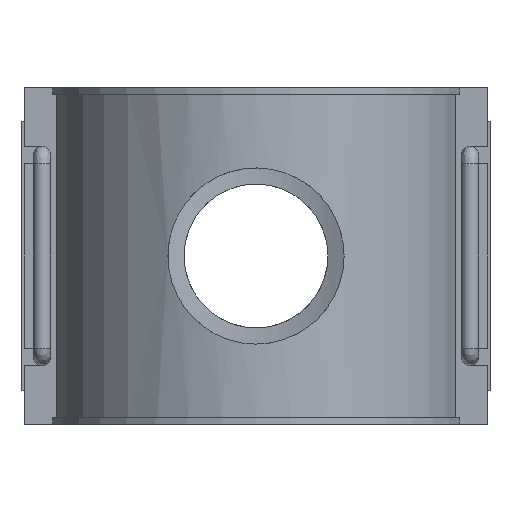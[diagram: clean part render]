
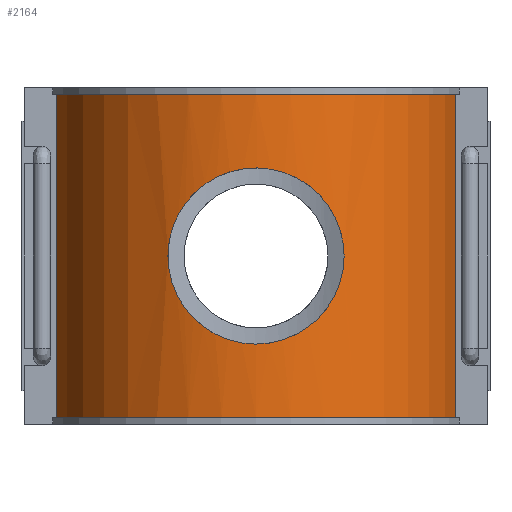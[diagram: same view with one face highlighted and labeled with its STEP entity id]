
A CAD part, front view. The second image highlights one B-rep face of the part: STEP entity #2164.
In plain terms, the highlighted cylindrical face has radius 71.5 mm (diameter 143 mm), a partial arc.
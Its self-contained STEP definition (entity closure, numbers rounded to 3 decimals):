
#31=LINE('',#3635,#238);
#66=LINE('',#3853,#273);
#238=VECTOR('',#2534,113.28);
#273=VECTOR('',#2611,113.28);
#532=CIRCLE('',#2298,71.5);
#540=CIRCLE('',#2312,71.5);
#612=FACE_BOUND('',#814,.T.);
#670=FACE_OUTER_BOUND('',#813,.T.);
#813=EDGE_LOOP('',(#1612,#1613,#1614,#1615));
#814=EDGE_LOOP('',(#1616));
#962=B_SPLINE_CURVE_WITH_KNOTS('',3,(#3078,#3079,#3080,#3081,#3082,#3083,
#3084,#3085,#3086,#3087,#3088,#3089,#3090,#3091,#3092,#3093,#3094,#3095,
#3096,#3097,#3098,#3099,#3100,#3101,#3102,#3103,#3104,#3105,#3106,#3107,
#3108,#3109,#3110,#3111,#3112,#3113,#3114,#3115,#3116,#3117,#3118,#3119,
#3120,#3121,#3122,#3123,#3124,#3125,#3126,#3127,#3128,#3129,#3130,#3131,
#3132,#3133,#3134,#3135,#3136,#3137,#3138,#3139,#3140,#3141,#3142,#3143),
 .UNSPECIFIED.,.T.,.F.,(4,2,2,2,2,2,2,2,2,2,2,2,2,2,2,2,2,2,2,2,2,2,2,2,
2,2,2,2,2,2,2,2,4),(0.,0.59,1.181,1.771,
2.361,2.951,3.541,4.13,4.72,
5.309,5.899,6.488,7.078,7.668,
8.259,8.849,9.439,10.03,10.62,
11.21,11.801,12.39,12.98,13.569,
14.159,14.748,15.338,15.928,16.517,
17.107,17.698,18.288,18.879),
 .UNSPECIFIED.);
#987=VERTEX_POINT('',#3077);
#1007=VERTEX_POINT('',#3620);
#1008=VERTEX_POINT('',#3622);
#1012=VERTEX_POINT('',#3634);
#1031=VERTEX_POINT('',#3679);
#1195=EDGE_CURVE('',#987,#987,#962,.T.);
#1219=EDGE_CURVE('',#1007,#1008,#532,.T.);
#1224=EDGE_CURVE('',#1007,#1012,#31,.T.);
#1246=EDGE_CURVE('',#1031,#1012,#540,.T.);
#1279=EDGE_CURVE('',#1008,#1031,#66,.T.);
#1612=ORIENTED_EDGE('',*,*,#1219,.T.);
#1613=ORIENTED_EDGE('',*,*,#1279,.T.);
#1614=ORIENTED_EDGE('',*,*,#1246,.T.);
#1615=ORIENTED_EDGE('',*,*,#1224,.F.);
#1616=ORIENTED_EDGE('',*,*,#1195,.T.);
#2121=CYLINDRICAL_SURFACE('',#2322,71.5);
#2164=ADVANCED_FACE('',(#670,#612),#2121,.T.);
#2298=AXIS2_PLACEMENT_3D('',#3624,#2524,#2525);
#2312=AXIS2_PLACEMENT_3D('',#3680,#2571,#2572);
#2322=AXIS2_PLACEMENT_3D('',#3854,#2612,#2613);
#2524=DIRECTION('center_axis',(0.,0.,1.));
#2525=DIRECTION('ref_axis',(1.,0.,0.));
#2534=DIRECTION('',(0.,0.,1.));
#2571=DIRECTION('center_axis',(0.,0.,-1.));
#2572=DIRECTION('ref_axis',(1.,0.,0.));
#2611=DIRECTION('',(0.,0.,1.));
#2612=DIRECTION('center_axis',(0.,0.,1.));
#2613=DIRECTION('ref_axis',(1.,0.,0.));
#3077=CARTESIAN_POINT('',(30.87,-64.493,0.));
#3078=CARTESIAN_POINT('Ctrl Pts',(30.87,-64.493,0.));
#3079=CARTESIAN_POINT('Ctrl Pts',(30.87,-64.493,-1.968));
#3080=CARTESIAN_POINT('Ctrl Pts',(30.679,-64.585,-3.993));
#3081=CARTESIAN_POINT('Ctrl Pts',(29.884,-64.957,-8.003));
#3082=CARTESIAN_POINT('Ctrl Pts',(29.282,-65.235,-9.988));
#3083=CARTESIAN_POINT('Ctrl Pts',(27.699,-65.922,-13.782));
#3084=CARTESIAN_POINT('Ctrl Pts',(26.719,-66.331,-15.593));
#3085=CARTESIAN_POINT('Ctrl Pts',(24.462,-67.196,-18.938));
#3086=CARTESIAN_POINT('Ctrl Pts',(23.185,-67.651,-20.471));
#3087=CARTESIAN_POINT('Ctrl Pts',(20.473,-68.521,-23.184));
#3088=CARTESIAN_POINT('Ctrl Pts',(18.941,-68.967,-24.46));
#3089=CARTESIAN_POINT('Ctrl Pts',(15.596,-69.8,-26.717));
#3090=CARTESIAN_POINT('Ctrl Pts',(13.783,-70.185,-27.699));
#3091=CARTESIAN_POINT('Ctrl Pts',(9.987,-70.825,-29.282));
#3092=CARTESIAN_POINT('Ctrl Pts',(8.,-71.08,-29.885));
#3093=CARTESIAN_POINT('Ctrl Pts',(3.989,-71.417,-30.679));
#3094=CARTESIAN_POINT('Ctrl Pts',(1.965,-71.5,-30.87));
#3095=CARTESIAN_POINT('Ctrl Pts',(-1.965,-71.5,-30.87));
#3096=CARTESIAN_POINT('Ctrl Pts',(-3.989,-71.417,-30.679));
#3097=CARTESIAN_POINT('Ctrl Pts',(-8.,-71.08,-29.885));
#3098=CARTESIAN_POINT('Ctrl Pts',(-9.987,-70.825,-29.282));
#3099=CARTESIAN_POINT('Ctrl Pts',(-13.783,-70.185,-27.699));
#3100=CARTESIAN_POINT('Ctrl Pts',(-15.596,-69.8,-26.717));
#3101=CARTESIAN_POINT('Ctrl Pts',(-18.941,-68.967,-24.46));
#3102=CARTESIAN_POINT('Ctrl Pts',(-20.473,-68.521,-23.184));
#3103=CARTESIAN_POINT('Ctrl Pts',(-23.185,-67.651,-20.471));
#3104=CARTESIAN_POINT('Ctrl Pts',(-24.462,-67.196,-18.938));
#3105=CARTESIAN_POINT('Ctrl Pts',(-26.719,-66.331,-15.593));
#3106=CARTESIAN_POINT('Ctrl Pts',(-27.699,-65.922,-13.782));
#3107=CARTESIAN_POINT('Ctrl Pts',(-29.282,-65.235,-9.988));
#3108=CARTESIAN_POINT('Ctrl Pts',(-29.884,-64.957,-8.003));
#3109=CARTESIAN_POINT('Ctrl Pts',(-30.679,-64.585,-3.993));
#3110=CARTESIAN_POINT('Ctrl Pts',(-30.87,-64.493,-1.968));
#3111=CARTESIAN_POINT('Ctrl Pts',(-30.87,-64.493,1.968));
#3112=CARTESIAN_POINT('Ctrl Pts',(-30.679,-64.585,3.993));
#3113=CARTESIAN_POINT('Ctrl Pts',(-29.884,-64.957,8.003));
#3114=CARTESIAN_POINT('Ctrl Pts',(-29.282,-65.235,9.988));
#3115=CARTESIAN_POINT('Ctrl Pts',(-27.699,-65.922,13.782));
#3116=CARTESIAN_POINT('Ctrl Pts',(-26.719,-66.331,15.593));
#3117=CARTESIAN_POINT('Ctrl Pts',(-24.462,-67.196,18.938));
#3118=CARTESIAN_POINT('Ctrl Pts',(-23.185,-67.651,20.471));
#3119=CARTESIAN_POINT('Ctrl Pts',(-20.473,-68.521,23.184));
#3120=CARTESIAN_POINT('Ctrl Pts',(-18.941,-68.967,24.46));
#3121=CARTESIAN_POINT('Ctrl Pts',(-15.596,-69.8,26.717));
#3122=CARTESIAN_POINT('Ctrl Pts',(-13.783,-70.185,27.699));
#3123=CARTESIAN_POINT('Ctrl Pts',(-9.987,-70.825,29.282));
#3124=CARTESIAN_POINT('Ctrl Pts',(-8.,-71.08,29.885));
#3125=CARTESIAN_POINT('Ctrl Pts',(-3.989,-71.417,30.679));
#3126=CARTESIAN_POINT('Ctrl Pts',(-1.965,-71.5,30.87));
#3127=CARTESIAN_POINT('Ctrl Pts',(1.965,-71.5,30.87));
#3128=CARTESIAN_POINT('Ctrl Pts',(3.989,-71.417,30.679));
#3129=CARTESIAN_POINT('Ctrl Pts',(8.,-71.08,29.885));
#3130=CARTESIAN_POINT('Ctrl Pts',(9.987,-70.825,29.282));
#3131=CARTESIAN_POINT('Ctrl Pts',(13.783,-70.185,27.699));
#3132=CARTESIAN_POINT('Ctrl Pts',(15.596,-69.8,26.717));
#3133=CARTESIAN_POINT('Ctrl Pts',(18.941,-68.967,24.46));
#3134=CARTESIAN_POINT('Ctrl Pts',(20.473,-68.521,23.184));
#3135=CARTESIAN_POINT('Ctrl Pts',(23.185,-67.651,20.471));
#3136=CARTESIAN_POINT('Ctrl Pts',(24.462,-67.196,18.938));
#3137=CARTESIAN_POINT('Ctrl Pts',(26.719,-66.331,15.593));
#3138=CARTESIAN_POINT('Ctrl Pts',(27.699,-65.922,13.782));
#3139=CARTESIAN_POINT('Ctrl Pts',(29.282,-65.235,9.988));
#3140=CARTESIAN_POINT('Ctrl Pts',(29.884,-64.957,8.003));
#3141=CARTESIAN_POINT('Ctrl Pts',(30.679,-64.585,3.993));
#3142=CARTESIAN_POINT('Ctrl Pts',(30.87,-64.493,1.968));
#3143=CARTESIAN_POINT('Ctrl Pts',(30.87,-64.493,0.));
#3620=CARTESIAN_POINT('',(-69.772,-15.625,-56.64));
#3622=CARTESIAN_POINT('',(69.772,-15.625,-56.64));
#3624=CARTESIAN_POINT('Origin',(0.,0.,-56.64));
#3634=CARTESIAN_POINT('',(-69.772,-15.625,56.64));
#3635=CARTESIAN_POINT('',(-69.772,-15.625,0.));
#3679=CARTESIAN_POINT('',(69.772,-15.625,56.64));
#3680=CARTESIAN_POINT('Origin',(0.,0.,56.64));
#3853=CARTESIAN_POINT('',(69.772,-15.625,0.));
#3854=CARTESIAN_POINT('Origin',(0.,0.,0.));
